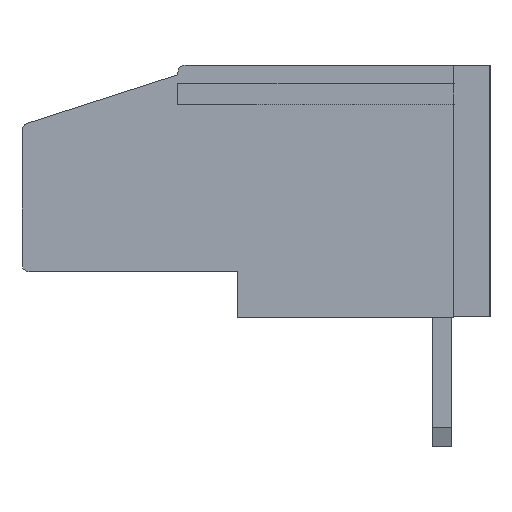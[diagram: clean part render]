
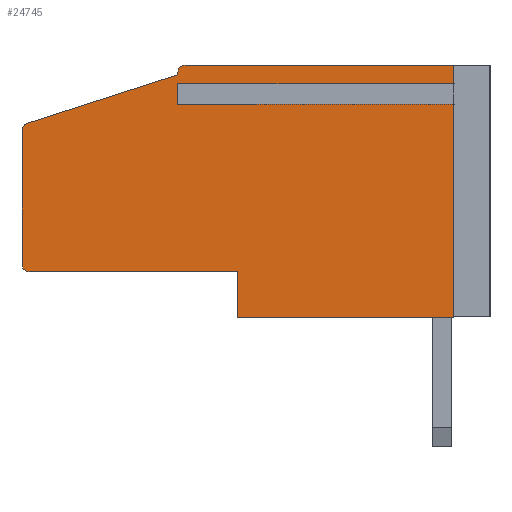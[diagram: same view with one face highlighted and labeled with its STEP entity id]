
A CAD part, left-side view. The second image highlights one B-rep face of the part: STEP entity #24745.
In plain terms, the highlighted planar face has unit normal (-1, 0, 0).
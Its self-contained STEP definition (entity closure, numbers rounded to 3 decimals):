
#195 = EDGE_CURVE ( 'NONE', #42535, #42836, #30349, .T. ) ;
#272 = CARTESIAN_POINT ( 'NONE',  ( 0., 10.5, 1.9 ) ) ;
#1445 = LINE ( 'NONE', #31897, #36962 ) ;
#1579 = CARTESIAN_POINT ( 'NONE',  ( 0., 12.7, 10.5 ) ) ;
#1660 = EDGE_CURVE ( 'NONE', #6860, #10083, #39824, .T. ) ;
#2173 = DIRECTION ( 'NONE',  ( 0., 0., -1. ) ) ;
#2404 = EDGE_CURVE ( 'NONE', #34183, #43772, #25926, .T. ) ;
#2596 = ORIENTED_EDGE ( 'NONE', *, *, #1660, .F. ) ;
#2701 = LINE ( 'NONE', #19840, #4625 ) ;
#2757 = DIRECTION ( 'NONE',  ( 1., 0., 0. ) ) ;
#3795 = CARTESIAN_POINT ( 'NONE',  ( 0., 13., 9.098 ) ) ;
#4625 = VECTOR ( 'NONE', #5636, 1000. ) ;
#5079 = EDGE_CURVE ( 'NONE', #38991, #31988, #29338, .T. ) ;
#5636 = DIRECTION ( 'NONE',  ( 0., 0., 1. ) ) ;
#5947 = ORIENTED_EDGE ( 'NONE', *, *, #37261, .T. ) ;
#6270 = CARTESIAN_POINT ( 'NONE',  ( 0., 19.292, 8.067 ) ) ;
#6462 = CARTESIAN_POINT ( 'NONE',  ( 0., 13., 10.2 ) ) ;
#6683 = EDGE_CURVE ( 'NONE', #16962, #31988, #13146, .T. ) ;
#6855 = EDGE_CURVE ( 'NONE', #22476, #42836, #1445, .T. ) ;
#6860 = VERTEX_POINT ( 'NONE', #22645 ) ;
#6957 = ORIENTED_EDGE ( 'NONE', *, *, #15574, .F. ) ;
#7626 = ORIENTED_EDGE ( 'NONE', *, *, #6855, .F. ) ;
#7628 = VECTOR ( 'NONE', #34712, 1000. ) ;
#7767 = EDGE_CURVE ( 'NONE', #34183, #25422, #32565, .T. ) ;
#8116 = EDGE_CURVE ( 'NONE', #10222, #22476, #30724, .T. ) ;
#8262 = DIRECTION ( 'NONE',  ( 0., 0., -1. ) ) ;
#8530 = DIRECTION ( 'NONE',  ( -1., 0., 0. ) ) ;
#9221 = EDGE_CURVE ( 'NONE', #33018, #6860, #20942, .T. ) ;
#10083 = VERTEX_POINT ( 'NONE', #31156 ) ;
#10222 = VERTEX_POINT ( 'NONE', #1579 ) ;
#12412 = DIRECTION ( 'NONE',  ( 0., -1., 0. ) ) ;
#13014 = CARTESIAN_POINT ( 'NONE',  ( 0., 1.5, 9.502 ) ) ;
#13146 = CIRCLE ( 'NONE', #38353, 0.3 ) ;
#14075 = VERTEX_POINT ( 'NONE', #20927 ) ;
#14095 = CIRCLE ( 'NONE', #17025, 0.3 ) ;
#14257 = ORIENTED_EDGE ( 'NONE', *, *, #2404, .T. ) ;
#15574 = EDGE_CURVE ( 'NONE', #14075, #38991, #2701, .T. ) ;
#16261 = CARTESIAN_POINT ( 'NONE',  ( 0., 19.5, 10.5 ) ) ;
#16508 = CARTESIAN_POINT ( 'NONE',  ( 0., 19.5, 10.5 ) ) ;
#16597 = EDGE_CURVE ( 'NONE', #42535, #33018, #23101, .T. ) ;
#16727 = CARTESIAN_POINT ( 'NONE',  ( 0., 13., 9.098 ) ) ;
#16962 = VERTEX_POINT ( 'NONE', #42589 ) ;
#17025 = AXIS2_PLACEMENT_3D ( 'NONE', #18591, #29243, #25155 ) ;
#18591 = CARTESIAN_POINT ( 'NONE',  ( 0., 12.7, 10.2 ) ) ;
#18652 = VECTOR ( 'NONE', #8262, 1000. ) ;
#19048 = CARTESIAN_POINT ( 'NONE',  ( 0., 1.5, 10.5 ) ) ;
#19840 = CARTESIAN_POINT ( 'NONE',  ( 0., 10.5, 1.9 ) ) ;
#20712 = ORIENTED_EDGE ( 'NONE', *, *, #7767, .F. ) ;
#20927 = CARTESIAN_POINT ( 'NONE',  ( 0., 10.5, 0. ) ) ;
#20942 = LINE ( 'NONE', #3795, #7628 ) ;
#22098 = LINE ( 'NONE', #24807, #27399 ) ;
#22300 = VERTEX_POINT ( 'NONE', #6462 ) ;
#22476 = VERTEX_POINT ( 'NONE', #44032 ) ;
#22488 = ORIENTED_EDGE ( 'NONE', *, *, #33829, .F. ) ;
#22645 = CARTESIAN_POINT ( 'NONE',  ( 0., 1.5, 9.098 ) ) ;
#23070 = DIRECTION ( 'NONE',  ( 0., 0., -1. ) ) ;
#23101 = LINE ( 'NONE', #33263, #35684 ) ;
#23213 = DIRECTION ( 'NONE',  ( 0., 1., 0. ) ) ;
#23293 = PLANE ( 'NONE',  #32144 ) ;
#23662 = DIRECTION ( 'NONE',  ( 0., 0., 1. ) ) ;
#24451 = EDGE_CURVE ( 'NONE', #10222, #22300, #14095, .T. ) ;
#24546 = VECTOR ( 'NONE', #23213, 1000. ) ;
#24745 = ADVANCED_FACE ( 'NONE', ( #26469 ), #23293, .F. ) ;
#24807 = CARTESIAN_POINT ( 'NONE',  ( 0., 19.5, 10.5 ) ) ;
#25155 = DIRECTION ( 'NONE',  ( 0., 0., -1. ) ) ;
#25422 = VERTEX_POINT ( 'NONE', #34172 ) ;
#25926 = CIRCLE ( 'NONE', #31683, 0.3 ) ;
#26091 = CARTESIAN_POINT ( 'NONE',  ( 0., 19.2, 2.2 ) ) ;
#26248 = ORIENTED_EDGE ( 'NONE', *, *, #195, .T. ) ;
#26455 = VECTOR ( 'NONE', #23662, 1000. ) ;
#26469 = FACE_OUTER_BOUND ( 'NONE', #28703, .T. ) ;
#26738 = DIRECTION ( 'NONE',  ( 0., -1., 0. ) ) ;
#27399 = VECTOR ( 'NONE', #28891, 1000. ) ;
#27501 = ORIENTED_EDGE ( 'NONE', *, *, #41189, .F. ) ;
#28703 = EDGE_LOOP ( 'NONE', ( #27501, #38818, #29348, #6957, #5947, #2596, #33312, #28745, #26248, #7626, #38327, #31056, #22488, #20712, #14257 ) ) ;
#28745 = ORIENTED_EDGE ( 'NONE', *, *, #16597, .F. ) ;
#28763 = DIRECTION ( 'NONE',  ( 0., 0., -1. ) ) ;
#28845 = CARTESIAN_POINT ( 'NONE',  ( 0., 19.2, 1.9 ) ) ;
#28891 = DIRECTION ( 'NONE',  ( 0., 0., 1. ) ) ;
#29243 = DIRECTION ( 'NONE',  ( -1., 0., 0. ) ) ;
#29338 = LINE ( 'NONE', #43255, #24546 ) ;
#29348 = ORIENTED_EDGE ( 'NONE', *, *, #5079, .F. ) ;
#29631 = CARTESIAN_POINT ( 'NONE',  ( 0., 13., 10.1 ) ) ;
#30349 = LINE ( 'NONE', #37733, #32990 ) ;
#30529 = CARTESIAN_POINT ( 'NONE',  ( 0., 19.2, 7.782 ) ) ;
#30724 = LINE ( 'NONE', #16261, #34191 ) ;
#31056 = ORIENTED_EDGE ( 'NONE', *, *, #24451, .T. ) ;
#31156 = CARTESIAN_POINT ( 'NONE',  ( 0., 1.5, 0. ) ) ;
#31683 = AXIS2_PLACEMENT_3D ( 'NONE', #30529, #41749, #38143 ) ;
#31897 = CARTESIAN_POINT ( 'NONE',  ( 0., 1.5, 10.5 ) ) ;
#31981 = VECTOR ( 'NONE', #43150, 1000. ) ;
#31988 = VERTEX_POINT ( 'NONE', #28845 ) ;
#32144 = AXIS2_PLACEMENT_3D ( 'NONE', #16508, #2757, #23070 ) ;
#32565 = LINE ( 'NONE', #42928, #31981 ) ;
#32713 = LINE ( 'NONE', #43071, #38982 ) ;
#32990 = VECTOR ( 'NONE', #26738, 1000. ) ;
#33018 = VERTEX_POINT ( 'NONE', #16727 ) ;
#33263 = CARTESIAN_POINT ( 'NONE',  ( 0., 13., 9.502 ) ) ;
#33312 = ORIENTED_EDGE ( 'NONE', *, *, #9221, .F. ) ;
#33829 = EDGE_CURVE ( 'NONE', #25422, #22300, #37620, .T. ) ;
#34172 = CARTESIAN_POINT ( 'NONE',  ( 0., 13., 10.1 ) ) ;
#34183 = VERTEX_POINT ( 'NONE', #6270 ) ;
#34191 = VECTOR ( 'NONE', #43770, 1000. ) ;
#34712 = DIRECTION ( 'NONE',  ( 0., -1., 0. ) ) ;
#35684 = VECTOR ( 'NONE', #43584, 1000. ) ;
#36962 = VECTOR ( 'NONE', #28763, 1000. ) ;
#37261 = EDGE_CURVE ( 'NONE', #14075, #10083, #32713, .T. ) ;
#37426 = CARTESIAN_POINT ( 'NONE',  ( 0., 13., 9.502 ) ) ;
#37620 = LINE ( 'NONE', #29631, #26455 ) ;
#37733 = CARTESIAN_POINT ( 'NONE',  ( 0., 13., 9.502 ) ) ;
#38143 = DIRECTION ( 'NONE',  ( 0., 0., -1. ) ) ;
#38327 = ORIENTED_EDGE ( 'NONE', *, *, #8116, .F. ) ;
#38353 = AXIS2_PLACEMENT_3D ( 'NONE', #26091, #8530, #2173 ) ;
#38818 = ORIENTED_EDGE ( 'NONE', *, *, #6683, .T. ) ;
#38982 = VECTOR ( 'NONE', #12412, 1000. ) ;
#38991 = VERTEX_POINT ( 'NONE', #272 ) ;
#39824 = LINE ( 'NONE', #19048, #18652 ) ;
#41189 = EDGE_CURVE ( 'NONE', #16962, #43772, #22098, .T. ) ;
#41263 = CARTESIAN_POINT ( 'NONE',  ( 0., 19.5, 7.782 ) ) ;
#41749 = DIRECTION ( 'NONE',  ( -1., 0., 0. ) ) ;
#42535 = VERTEX_POINT ( 'NONE', #37426 ) ;
#42589 = CARTESIAN_POINT ( 'NONE',  ( 0., 19.5, 2.2 ) ) ;
#42836 = VERTEX_POINT ( 'NONE', #13014 ) ;
#42928 = CARTESIAN_POINT ( 'NONE',  ( 0., 19.5, 8. ) ) ;
#43071 = CARTESIAN_POINT ( 'NONE',  ( 0., 19.5, 0. ) ) ;
#43150 = DIRECTION ( 'NONE',  ( 0., -0.952, 0.307 ) ) ;
#43255 = CARTESIAN_POINT ( 'NONE',  ( 0., 19.5, 1.9 ) ) ;
#43584 = DIRECTION ( 'NONE',  ( 0., 0., -1. ) ) ;
#43770 = DIRECTION ( 'NONE',  ( 0., -1., 0. ) ) ;
#43772 = VERTEX_POINT ( 'NONE', #41263 ) ;
#44032 = CARTESIAN_POINT ( 'NONE',  ( 0., 1.5, 10.5 ) ) ;
